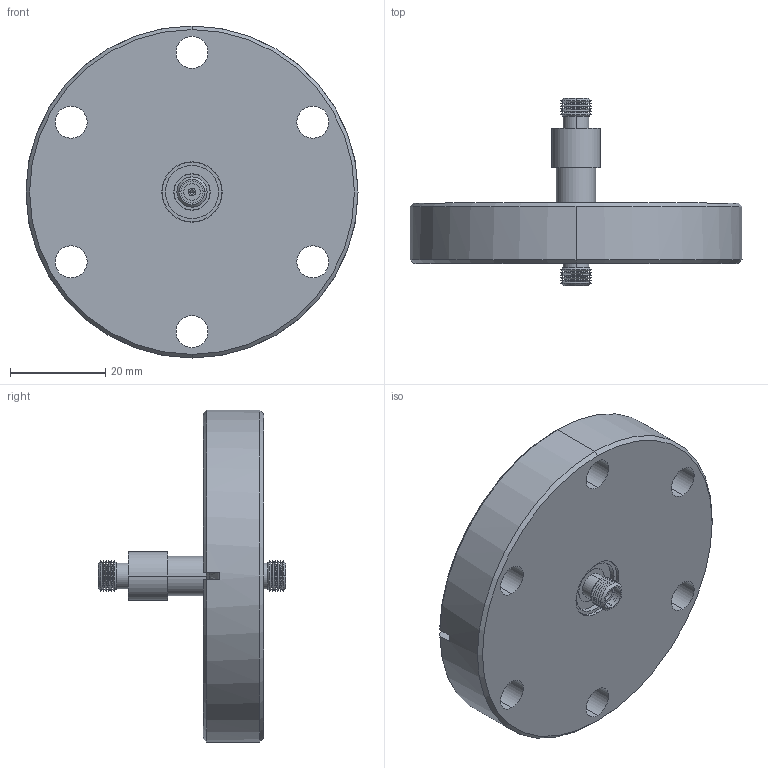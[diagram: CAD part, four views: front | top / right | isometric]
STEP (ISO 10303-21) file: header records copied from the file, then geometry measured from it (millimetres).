
FILE_DESCRIPTION (( 'STEP AP203' ), '1' );
FILE_NAME ('A2286-1-CF.STEP', '2011-11-04T12:07:12', ( '' ), ( '' ), 'SwSTEP 2.0', 'SolidWorks 2011', '' );
FILE_SCHEMA (( 'CONFIG_CONTROL_DESIGN' ));
Length unit declared in the file: inch
Products named in the file (1): A2286-1-CF
Bounding box: 69.85 x 39.45 x 69.85 mm (x, y, z)
Volume: 44508.6 mm3; surface area: 14437.2 mm2
Topology: 1 solids, 2 shells, 208 faces, 515 edges, 326 vertices
Faces by surface type: cylinder 73, cone 70, plane 65
Entity records: 6306 total; most frequent: DIRECTION 1191, CARTESIAN_POINT 1072, ORIENTED_EDGE 1014, EDGE_CURVE 507, AXIS2_PLACEMENT_3D 485, VERTEX_POINT 326, CIRCLE 276, EDGE_LOOP 243
